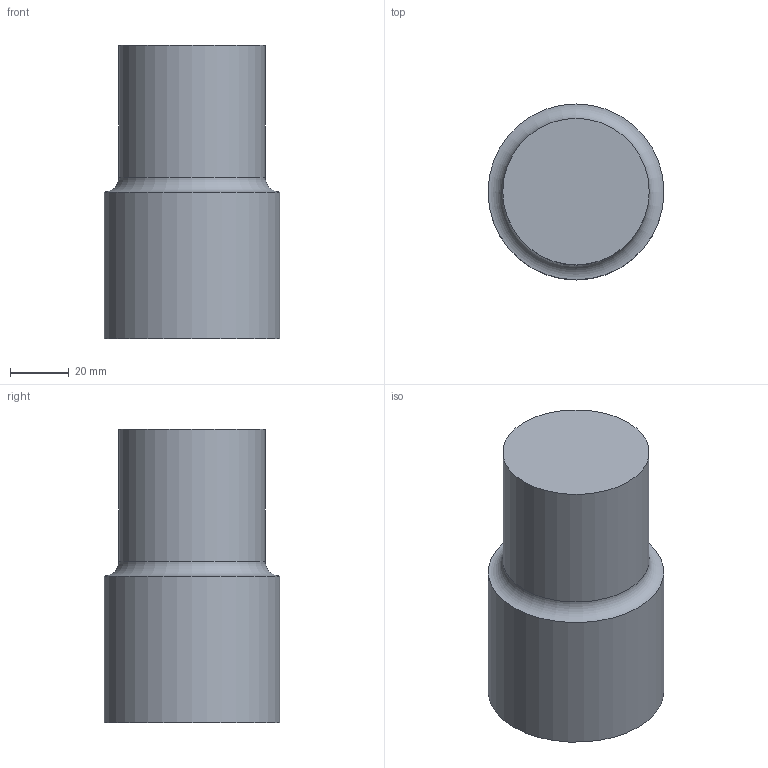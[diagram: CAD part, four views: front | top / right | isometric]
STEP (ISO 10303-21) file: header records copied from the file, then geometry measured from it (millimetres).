
FILE_DESCRIPTION(/* description */ (''),/* implementation_level */ '2;1');
FILE_NAME(/* name */ 'r.d=.1.step',/* time_stamp */ '2019-04-19T18:45:39+05:00',/* author */ (''),/* organization */ (''),/* preprocessor_version */ 'ST-DEVELOPER v18',/* originating_system */ 'Autodesk Translation Framework v8.2.0.1029',/* authorisation */ '');
FILE_SCHEMA (('AUTOMOTIVE_DESIGN { 1 0 10303 214 3 1 1 }'));
Length unit declared in the file: millimetre
Products named in the file (1): FusionComponent
Bounding box: 60 x 60 x 100 mm (x, y, z)
Volume: 240426.8 mm3; surface area: 22607.7 mm2
Topology: 1 solids, 1 shells, 5 faces, 7 edges, 4 vertices
Faces by surface type: cylinder 2, plane 2, torus 1
Full cylindrical faces by diameter (mm): 50 x1, 60 x1
Entity records: 143 total; most frequent: DIRECTION 24, CARTESIAN_POINT 17, ORIENTED_EDGE 14, AXIS2_PLACEMENT_3D 11, EDGE_CURVE 7, FACE_OUTER_BOUND 5, EDGE_LOOP 5, CIRCLE 5
